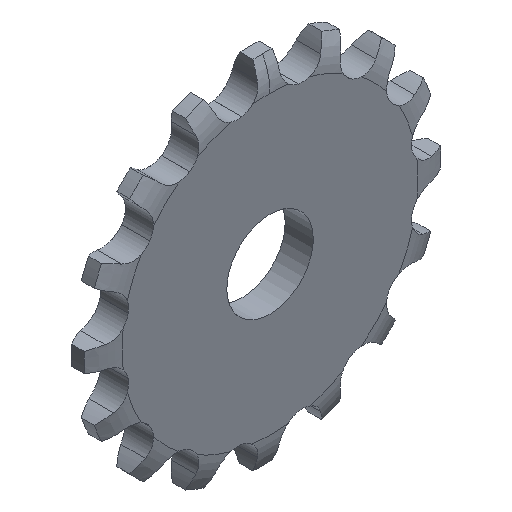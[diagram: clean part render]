
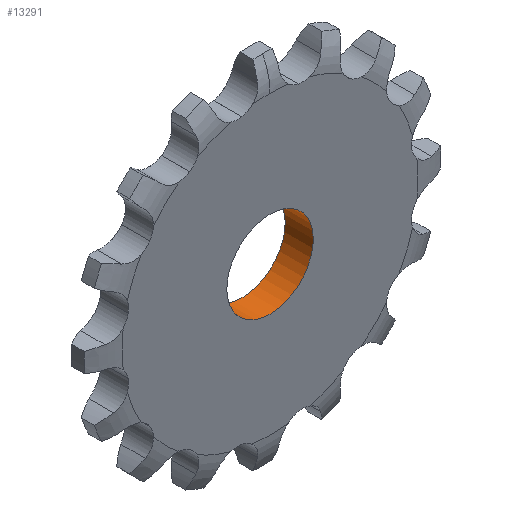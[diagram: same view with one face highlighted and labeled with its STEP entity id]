
A CAD part, isometric view. The second image highlights one B-rep face of the part: STEP entity #13291.
In plain terms, the highlighted cylindrical face has radius 4 mm (diameter 8 mm), a full revolution.
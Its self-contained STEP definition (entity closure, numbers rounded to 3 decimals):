
#44 = PLANE('',#45);
#45 = AXIS2_PLACEMENT_3D('',#46,#47,#48);
#46 = CARTESIAN_POINT('',(0.,0.,
    0.));
#47 = DIRECTION('',(0.,1.,0.));
#48 = DIRECTION('',(0.,0.,-1.));
#100 = PLANE('',#101);
#101 = AXIS2_PLACEMENT_3D('',#102,#103,#104);
#102 = CARTESIAN_POINT('',(0.,-2.6,0.)
  );
#103 = DIRECTION('',(0.,-1.,0.));
#104 = DIRECTION('',(0.,0.,1.));
#2685 = EDGE_CURVE('',#2686,#2686,#2688,.T.);
#2686 = VERTEX_POINT('',#2687);
#2687 = CARTESIAN_POINT('',(4.,0.,0.));
#2688 = SURFACE_CURVE('',#2689,(#2694,#2705),.PCURVE_S1.);
#2689 = CIRCLE('',#2690,4.);
#2690 = AXIS2_PLACEMENT_3D('',#2691,#2692,#2693);
#2691 = CARTESIAN_POINT('',(0.,0.,0.));
#2692 = DIRECTION('',(0.,-1.,0.));
#2693 = DIRECTION('',(1.,0.,0.));
#2694 = PCURVE('',#44,#2695);
#2695 = DEFINITIONAL_REPRESENTATION('',(#2696),#2704);
#2696 = ( BOUNDED_CURVE() B_SPLINE_CURVE(2,(#2697,#2698,#2699,#2700,
#2701,#2702,#2703),.UNSPECIFIED.,.T.,.F.) B_SPLINE_CURVE_WITH_KNOTS((1,2
    ,2,2,2,1),(-2.094,0.,2.094,4.189,
6.283,8.378),.UNSPECIFIED.) CURVE() 
GEOMETRIC_REPRESENTATION_ITEM() RATIONAL_B_SPLINE_CURVE((1.,0.5,1.,0.5,
1.,0.5,1.)) REPRESENTATION_ITEM('') );
#2697 = CARTESIAN_POINT('',(0.,-4.));
#2698 = CARTESIAN_POINT('',(-6.928,-4.));
#2699 = CARTESIAN_POINT('',(-3.464,2.));
#2700 = CARTESIAN_POINT('',(0.,8.));
#2701 = CARTESIAN_POINT('',(3.464,2.));
#2702 = CARTESIAN_POINT('',(6.928,-4.));
#2703 = CARTESIAN_POINT('',(0.,-4.));
#2704 = ( GEOMETRIC_REPRESENTATION_CONTEXT(2) 
PARAMETRIC_REPRESENTATION_CONTEXT() REPRESENTATION_CONTEXT('2D SPACE',''
  ) );
#2705 = PCURVE('',#2706,#2711);
#2706 = CYLINDRICAL_SURFACE('',#2707,4.);
#2707 = AXIS2_PLACEMENT_3D('',#2708,#2709,#2710);
#2708 = CARTESIAN_POINT('',(0.,0.,0.));
#2709 = DIRECTION('',(0.,1.,0.));
#2710 = DIRECTION('',(1.,0.,0.));
#2711 = DEFINITIONAL_REPRESENTATION('',(#2712),#2716);
#2712 = LINE('',#2713,#2714);
#2713 = CARTESIAN_POINT('',(-0.,0.));
#2714 = VECTOR('',#2715,1.);
#2715 = DIRECTION('',(-1.,0.));
#2716 = ( GEOMETRIC_REPRESENTATION_CONTEXT(2) 
PARAMETRIC_REPRESENTATION_CONTEXT() REPRESENTATION_CONTEXT('2D SPACE',''
  ) );
#4791 = EDGE_CURVE('',#4792,#4792,#4794,.T.);
#4792 = VERTEX_POINT('',#4793);
#4793 = CARTESIAN_POINT('',(4.,-2.6,0.));
#4794 = SURFACE_CURVE('',#4795,(#4800,#4811),.PCURVE_S1.);
#4795 = CIRCLE('',#4796,4.);
#4796 = AXIS2_PLACEMENT_3D('',#4797,#4798,#4799);
#4797 = CARTESIAN_POINT('',(0.,-2.6,0.));
#4798 = DIRECTION('',(-0.,1.,0.));
#4799 = DIRECTION('',(1.,0.,0.));
#4800 = PCURVE('',#100,#4801);
#4801 = DEFINITIONAL_REPRESENTATION('',(#4802),#4810);
#4802 = ( BOUNDED_CURVE() B_SPLINE_CURVE(2,(#4803,#4804,#4805,#4806,
#4807,#4808,#4809),.UNSPECIFIED.,.T.,.F.) B_SPLINE_CURVE_WITH_KNOTS((1,2
    ,2,2,2,1),(-2.094,0.,2.094,4.189,
6.283,8.378),.UNSPECIFIED.) CURVE() 
GEOMETRIC_REPRESENTATION_ITEM() RATIONAL_B_SPLINE_CURVE((1.,0.5,1.,0.5,
1.,0.5,1.)) REPRESENTATION_ITEM('') );
#4803 = CARTESIAN_POINT('',(0.,-4.));
#4804 = CARTESIAN_POINT('',(-6.928,-4.));
#4805 = CARTESIAN_POINT('',(-3.464,2.));
#4806 = CARTESIAN_POINT('',(0.,8.));
#4807 = CARTESIAN_POINT('',(3.464,2.));
#4808 = CARTESIAN_POINT('',(6.928,-4.));
#4809 = CARTESIAN_POINT('',(0.,-4.));
#4810 = ( GEOMETRIC_REPRESENTATION_CONTEXT(2) 
PARAMETRIC_REPRESENTATION_CONTEXT() REPRESENTATION_CONTEXT('2D SPACE',''
  ) );
#4811 = PCURVE('',#2706,#4812);
#4812 = DEFINITIONAL_REPRESENTATION('',(#4813),#4817);
#4813 = LINE('',#4814,#4815);
#4814 = CARTESIAN_POINT('',(-6.283,-2.6));
#4815 = VECTOR('',#4816,1.);
#4816 = DIRECTION('',(1.,-0.));
#4817 = ( GEOMETRIC_REPRESENTATION_CONTEXT(2) 
PARAMETRIC_REPRESENTATION_CONTEXT() REPRESENTATION_CONTEXT('2D SPACE',''
  ) );
#13291 = ADVANCED_FACE('',(#13292),#2706,.F.);
#13292 = FACE_BOUND('',#13293,.T.);
#13293 = EDGE_LOOP('',(#13294,#13295,#13316,#13317));
#13294 = ORIENTED_EDGE('',*,*,#2685,.F.);
#13295 = ORIENTED_EDGE('',*,*,#13296,.T.);
#13296 = EDGE_CURVE('',#2686,#4792,#13297,.T.);
#13297 = SEAM_CURVE('',#13298,(#13302,#13309),.PCURVE_S1.);
#13298 = LINE('',#13299,#13300);
#13299 = CARTESIAN_POINT('',(4.,0.,0.));
#13300 = VECTOR('',#13301,1.);
#13301 = DIRECTION('',(0.,-1.,0.));
#13302 = PCURVE('',#2706,#13303);
#13303 = DEFINITIONAL_REPRESENTATION('',(#13304),#13308);
#13304 = LINE('',#13305,#13306);
#13305 = CARTESIAN_POINT('',(-6.283,0.));
#13306 = VECTOR('',#13307,1.);
#13307 = DIRECTION('',(-0.,-1.));
#13308 = ( GEOMETRIC_REPRESENTATION_CONTEXT(2) 
PARAMETRIC_REPRESENTATION_CONTEXT() REPRESENTATION_CONTEXT('2D SPACE',''
  ) );
#13309 = PCURVE('',#2706,#13310);
#13310 = DEFINITIONAL_REPRESENTATION('',(#13311),#13315);
#13311 = LINE('',#13312,#13313);
#13312 = CARTESIAN_POINT('',(-0.,0.));
#13313 = VECTOR('',#13314,1.);
#13314 = DIRECTION('',(-0.,-1.));
#13315 = ( GEOMETRIC_REPRESENTATION_CONTEXT(2) 
PARAMETRIC_REPRESENTATION_CONTEXT() REPRESENTATION_CONTEXT('2D SPACE',''
  ) );
#13316 = ORIENTED_EDGE('',*,*,#4791,.F.);
#13317 = ORIENTED_EDGE('',*,*,#13296,.F.);
